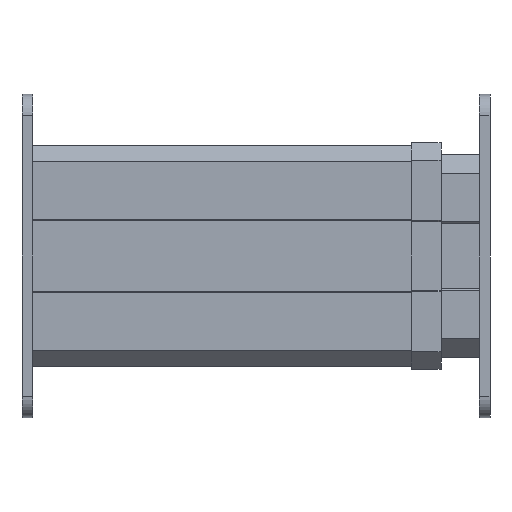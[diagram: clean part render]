
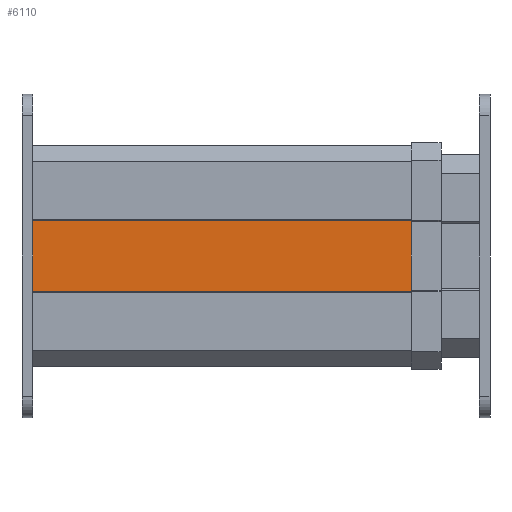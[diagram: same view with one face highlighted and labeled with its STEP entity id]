
A CAD part, left-side view. The second image highlights one B-rep face of the part: STEP entity #6110.
In plain terms, the highlighted planar face has unit normal (-1, 0, 0).
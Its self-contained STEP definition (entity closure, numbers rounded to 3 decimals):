
#161 = VECTOR ( 'NONE', #3587, 1000. ) ;
#337 = VERTEX_POINT ( 'NONE', #4436 ) ;
#752 = DIRECTION ( 'NONE',  ( 0., -1., 0. ) ) ;
#928 = EDGE_CURVE ( 'NONE', #6653, #7278, #2367, .T. ) ;
#1156 = LINE ( 'NONE', #8587, #7353 ) ;
#1178 = ORIENTED_EDGE ( 'NONE', *, *, #6846, .F. ) ;
#2367 = LINE ( 'NONE', #3870, #161 ) ;
#2806 = CARTESIAN_POINT ( 'NONE',  ( -51.5, 190., -68.207 ) ) ;
#3048 = ORIENTED_EDGE ( 'NONE', *, *, #928, .T. ) ;
#3261 = EDGE_CURVE ( 'NONE', #7278, #8447, #1156, .T. ) ;
#3311 = CARTESIAN_POINT ( 'NONE',  ( -51.5, 190., -34.793 ) ) ;
#3431 = VECTOR ( 'NONE', #752, 1000. ) ;
#3587 = DIRECTION ( 'NONE',  ( 0., -1., 0. ) ) ;
#3870 = CARTESIAN_POINT ( 'NONE',  ( -51.5, 190., -68.207 ) ) ;
#4104 = DIRECTION ( 'NONE',  ( 1., 0., 0. ) ) ;
#4111 = DIRECTION ( 'NONE',  ( 0., 0., 1. ) ) ;
#4125 = DIRECTION ( 'NONE',  ( 0., 0., 1. ) ) ;
#4436 = CARTESIAN_POINT ( 'NONE',  ( -51.5, 190., -34.793 ) ) ;
#4634 = EDGE_CURVE ( 'NONE', #6653, #337, #8025, .T. ) ;
#5435 = FACE_OUTER_BOUND ( 'NONE', #8278, .T. ) ;
#6043 = VECTOR ( 'NONE', #4125, 1000. ) ;
#6110 = ADVANCED_FACE ( 'NONE', ( #5435 ), #7839, .F. ) ;
#6510 = CARTESIAN_POINT ( 'NONE',  ( -51.5, 0., -34.793 ) ) ;
#6653 = VERTEX_POINT ( 'NONE', #2806 ) ;
#6846 = EDGE_CURVE ( 'NONE', #337, #8447, #9611, .T. ) ;
#7193 = ORIENTED_EDGE ( 'NONE', *, *, #4634, .F. ) ;
#7278 = VERTEX_POINT ( 'NONE', #9482 ) ;
#7353 = VECTOR ( 'NONE', #4111, 1000. ) ;
#7488 = CARTESIAN_POINT ( 'NONE',  ( -51.5, 190., -34.793 ) ) ;
#7839 = PLANE ( 'NONE',  #8811 ) ;
#8025 = LINE ( 'NONE', #8565, #6043 ) ;
#8047 = ORIENTED_EDGE ( 'NONE', *, *, #3261, .T. ) ;
#8278 = EDGE_LOOP ( 'NONE', ( #8047, #1178, #7193, #3048 ) ) ;
#8447 = VERTEX_POINT ( 'NONE', #6510 ) ;
#8565 = CARTESIAN_POINT ( 'NONE',  ( -51.5, 190., -34.793 ) ) ;
#8587 = CARTESIAN_POINT ( 'NONE',  ( -51.5, 0., -34.793 ) ) ;
#8811 = AXIS2_PLACEMENT_3D ( 'NONE', #3311, #4104, #9314 ) ;
#9314 = DIRECTION ( 'NONE',  ( 0., 0., -1. ) ) ;
#9482 = CARTESIAN_POINT ( 'NONE',  ( -51.5, 0., -68.207 ) ) ;
#9611 = LINE ( 'NONE', #7488, #3431 ) ;
